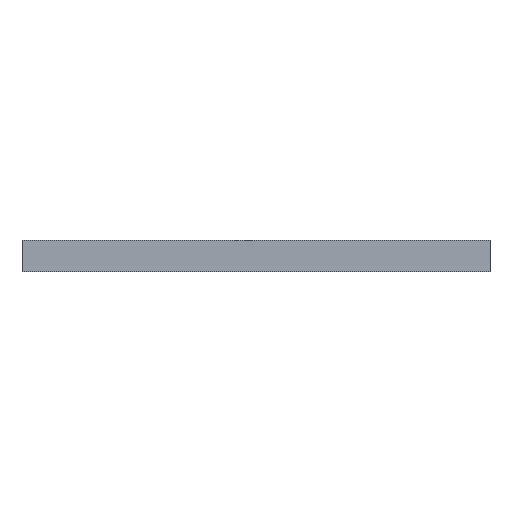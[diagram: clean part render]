
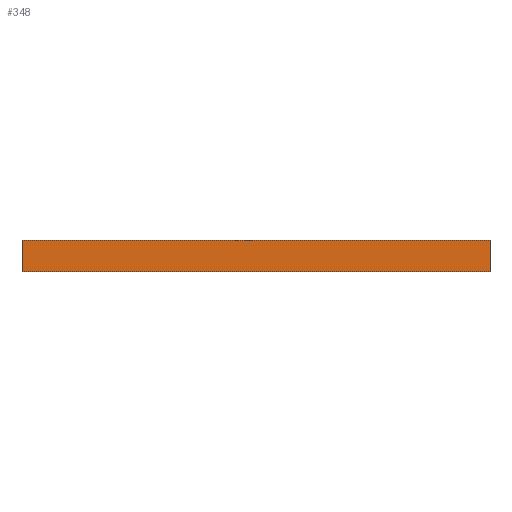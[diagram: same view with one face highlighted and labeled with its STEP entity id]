
A CAD part, left-side view. The second image highlights one B-rep face of the part: STEP entity #348.
In plain terms, the highlighted planar face has unit normal (-1, 0, 0).
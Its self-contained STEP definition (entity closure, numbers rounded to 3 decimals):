
#309=CARTESIAN_POINT('Axis2P3D Location',(0.,110.,0.)) ;
#314=CARTESIAN_POINT('Line Origine',(0.,110.,3.75)) ;
#318=CARTESIAN_POINT('Vertex',(0.,110.,0.)) ;
#320=CARTESIAN_POINT('Vertex',(0.,110.,7.5)) ;
#323=CARTESIAN_POINT('Line Origine',(0.,55.,0.)) ;
#327=CARTESIAN_POINT('Vertex',(0.,0.,0.)) ;
#330=CARTESIAN_POINT('Line Origine',(0.,0.,3.75)) ;
#334=CARTESIAN_POINT('Vertex',(0.,0.,7.5)) ;
#337=CARTESIAN_POINT('Line Origine',(0.,55.,7.5)) ;
#316=VECTOR('Line Direction',#315,1.) ;
#325=VECTOR('Line Direction',#324,1.) ;
#332=VECTOR('Line Direction',#331,1.) ;
#339=VECTOR('Line Direction',#338,1.) ;
#310=DIRECTION('Axis2P3D Direction',(-1.,0.,0.)) ;
#311=DIRECTION('Axis2P3D XDirection',(0.,-1.,0.)) ;
#315=DIRECTION('Vector Direction',(0.,0.,1.)) ;
#324=DIRECTION('Vector Direction',(0.,-1.,0.)) ;
#331=DIRECTION('Vector Direction',(0.,0.,1.)) ;
#338=DIRECTION('Vector Direction',(0.,-1.,0.)) ;
#312=AXIS2_PLACEMENT_3D('Plane Axis2P3D',#309,#310,#311) ;
#317=LINE('Line',#314,#316) ;
#326=LINE('Line',#323,#325) ;
#333=LINE('Line',#330,#332) ;
#340=LINE('Line',#337,#339) ;
#313=PLANE('',#312) ;
#322=EDGE_CURVE('',#319,#321,#317,.T.) ;
#329=EDGE_CURVE('',#319,#328,#326,.T.) ;
#336=EDGE_CURVE('',#328,#335,#333,.T.) ;
#341=EDGE_CURVE('',#321,#335,#340,.T.) ;
#343=ORIENTED_EDGE('',*,*,#322,.F.) ;
#344=ORIENTED_EDGE('',*,*,#329,.T.) ;
#345=ORIENTED_EDGE('',*,*,#336,.T.) ;
#346=ORIENTED_EDGE('',*,*,#341,.F.) ;
#342=EDGE_LOOP('',(#343,#344,#345,#346)) ;
#319=VERTEX_POINT('',#318) ;
#321=VERTEX_POINT('',#320) ;
#328=VERTEX_POINT('',#327) ;
#335=VERTEX_POINT('',#334) ;
#348=ADVANCED_FACE('PartBody',(#347),#313,.T.) ;
#347=FACE_OUTER_BOUND('',#342,.T.) ;
